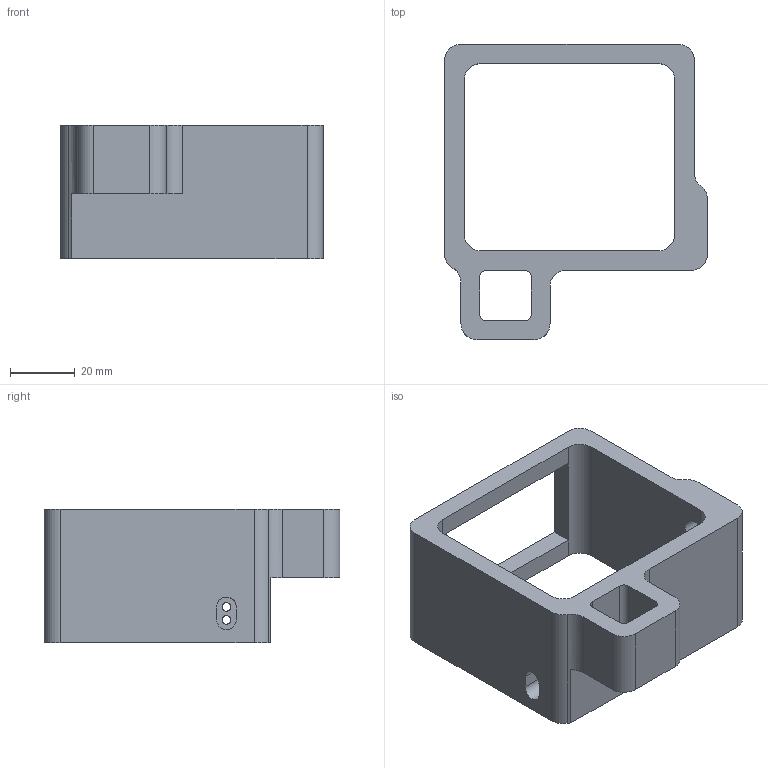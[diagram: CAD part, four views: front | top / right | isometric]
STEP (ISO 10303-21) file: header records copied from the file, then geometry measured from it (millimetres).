
FILE_DESCRIPTION(/* description */ (''),/* implementation_level */ '2;1');
FILE_NAME(/* name */ 'Turret Head.stp',/* time_stamp */ '2020-02-19T17:50:54-05:00',/* author */ ('Isaac Baumert'),/* organization */ (''),/* preprocessor_version */ 'ST-DEVELOPER v16.5',/* originating_system */ 'Autodesk Inventor 2017',/* authorisation */ '');
FILE_SCHEMA (('AUTOMOTIVE_DESIGN { 1 0 10303 214 3 1 1 }'));
Length unit declared in the file: millimetre
Products named in the file (1): Turret Head
Bounding box: 80.8 x 91 x 41 mm (x, y, z)
Volume: 66193 mm3; surface area: 26126.2 mm2
Topology: 1 solids, 1 shells, 59 faces, 180 edges, 120 vertices
Faces by surface type: plane 30, cylinder 29
Full cylindrical faces by diameter (mm): 2.7 x2, 8.5 x1
Entity records: 2076 total; most frequent: CARTESIAN_POINT 388, ORIENTED_EDGE 348, DIRECTION 348, EDGE_CURVE 174, AXIS2_PLACEMENT_3D 119, VERTEX_POINT 117, LINE 110, VECTOR 110
